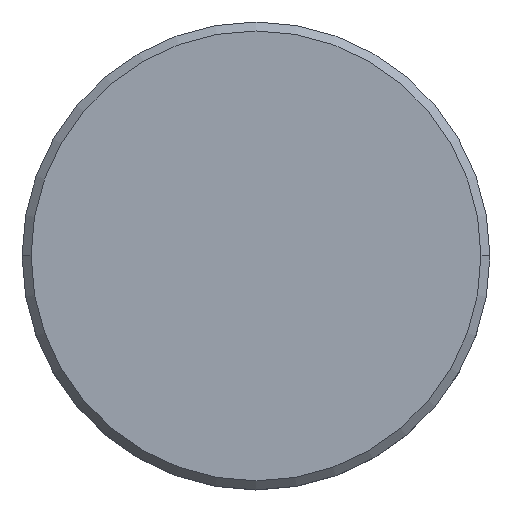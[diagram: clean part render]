
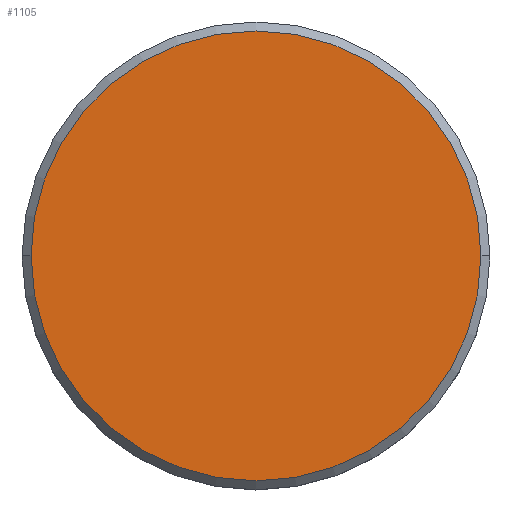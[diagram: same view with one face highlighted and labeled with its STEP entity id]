
A CAD part, top view. The second image highlights one B-rep face of the part: STEP entity #1105.
In plain terms, the highlighted planar face has unit normal (0, 0, 1).
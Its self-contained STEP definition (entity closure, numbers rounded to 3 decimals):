
#42 = CARTESIAN_POINT ( 'NONE',  ( -12.5, 0., 0. ) ) ;
#47 = DIRECTION ( 'NONE',  ( 0., 0., 1. ) ) ;
#52 = PLANE ( 'NONE',  #334 ) ;
#66 = CARTESIAN_POINT ( 'NONE',  ( 0., 0., 0. ) ) ;
#79 = DIRECTION ( 'NONE',  ( 0., 0., 1. ) ) ;
#107 = EDGE_CURVE ( 'NONE', #900, #845, #885, .T. ) ;
#169 = FACE_OUTER_BOUND ( 'NONE', #1030, .T. ) ;
#284 = EDGE_CURVE ( 'NONE', #845, #900, #328, .T. ) ;
#289 = AXIS2_PLACEMENT_3D ( 'NONE', #835, #422, #300 ) ;
#300 = DIRECTION ( 'NONE',  ( 1., 0., 0. ) ) ;
#328 = CIRCLE ( 'NONE', #289, 12.5 ) ;
#334 = AXIS2_PLACEMENT_3D ( 'NONE', #1089, #79, #817 ) ;
#422 = DIRECTION ( 'NONE',  ( 0., 0., 1. ) ) ;
#441 = DIRECTION ( 'NONE',  ( 1., 0., 0. ) ) ;
#700 = ORIENTED_EDGE ( 'NONE', *, *, #107, .T. ) ;
#763 = AXIS2_PLACEMENT_3D ( 'NONE', #66, #47, #441 ) ;
#817 = DIRECTION ( 'NONE',  ( 1., 0., 0. ) ) ;
#835 = CARTESIAN_POINT ( 'NONE',  ( 0., 0., 0. ) ) ;
#845 = VERTEX_POINT ( 'NONE', #1007 ) ;
#885 = CIRCLE ( 'NONE', #763, 12.5 ) ;
#900 = VERTEX_POINT ( 'NONE', #42 ) ;
#1007 = CARTESIAN_POINT ( 'NONE',  ( 12.5, 0., 0. ) ) ;
#1030 = EDGE_LOOP ( 'NONE', ( #700, #1063 ) ) ;
#1063 = ORIENTED_EDGE ( 'NONE', *, *, #284, .T. ) ;
#1089 = CARTESIAN_POINT ( 'NONE',  ( 0., 0., 0. ) ) ;
#1105 = ADVANCED_FACE ( 'NONE', ( #169 ), #52, .T. ) ;
